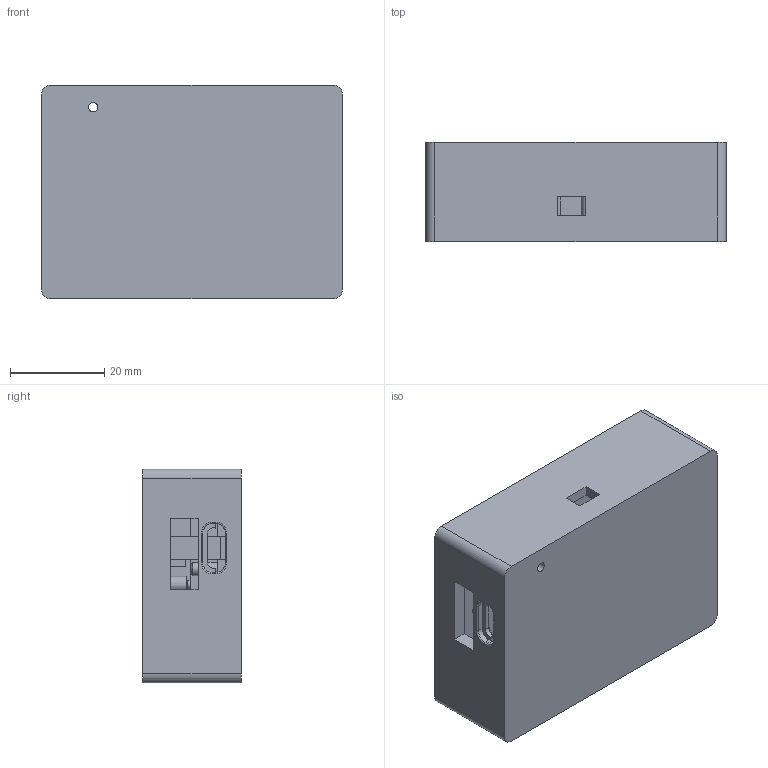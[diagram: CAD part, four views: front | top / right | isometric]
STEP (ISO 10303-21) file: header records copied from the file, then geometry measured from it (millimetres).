
FILE_DESCRIPTION(/* description */ (''),/* implementation_level */ '2;1');
FILE_NAME(/* name */ 'V2.0 Open-Sourced.step',/* time_stamp */ '2023-10-19T03:44:15+08:00',/* author */ (''),/* organization */ (''),/* preprocessor_version */ 'ST-DEVELOPER v20',/* originating_system */ 'Autodesk Translation Framework v12.14.0.127',/* authorisation */ '');
FILE_SCHEMA (('AUTOMOTIVE_DESIGN { 1 0 10303 214 3 1 1 }'));
Length unit declared in the file: millimetre
Products named in the file (3): V2.0 Open-Sourced; Case; Lid
Assembly tree (2 placements, depth 2):
  V2.0 Open-Sourced
    Case
    Lid
Bounding box: 64 x 21 x 45.5 mm (x, y, z)
Volume: 22455.3 mm3; surface area: 21627.1 mm2
Topology: 2 solids, 2 shells, 162 faces, 408 edges, 264 vertices
Faces by surface type: plane 111, cylinder 35, cone 8, torus 8
Full cylindrical faces by diameter (mm): 1.5 x3, 1.8 x2, 2 x2, 2.8 x2, 3.5 x4, 5 x2
Entity records: 4929 total; most frequent: CARTESIAN_POINT 843, DIRECTION 834, ORIENTED_EDGE 816, EDGE_CURVE 408, LINE 312, VECTOR 312, VERTEX_POINT 264, AXIS2_PLACEMENT_3D 261
